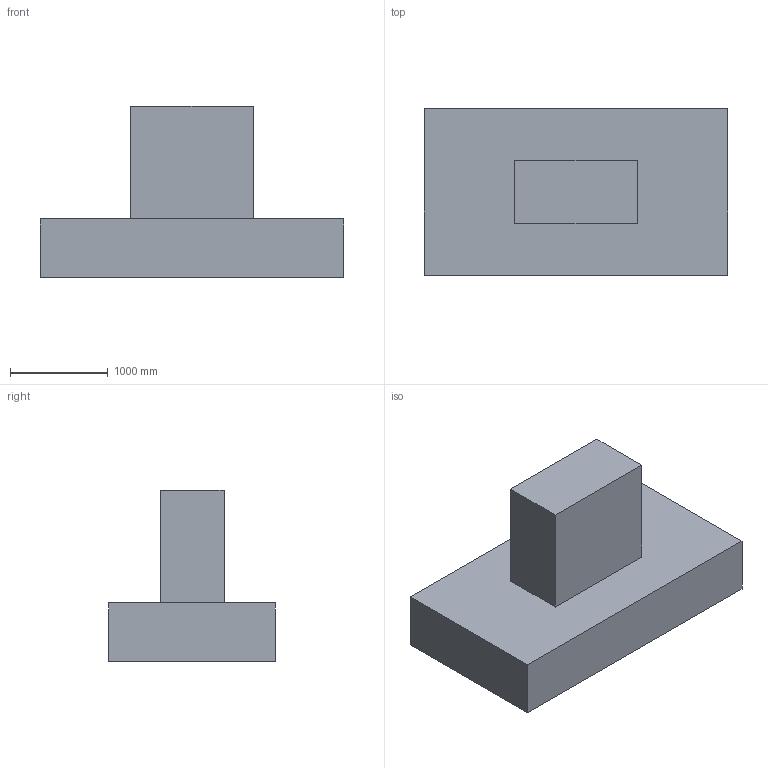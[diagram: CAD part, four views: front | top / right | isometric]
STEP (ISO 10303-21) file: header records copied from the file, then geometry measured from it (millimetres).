
FILE_DESCRIPTION(('WelSim Geometry'),'2;1');
FILE_NAME( 'Geom12.step', '2022-06-23T12:46:05',('WELSIM'),('WelSimulation LLC'), 'Open CASCADE STEP processor 7.4','WelSim23','Unknown');
FILE_SCHEMA(('AUTOMOTIVE_DESIGN { 1 0 10303 214 1 1 1 1 }'));
Length unit declared in the file: metre
Products named in the file (1): block
Bounding box: 3094.93 x 1699.67 x 1750 mm (x, y, z)
Volume: 4088362915.6 mm3; surface area: 20638595.8 mm2
Topology: 1 solids, 1 shells, 11 faces, 24 edges, 16 vertices
Faces by surface type: plane 11
Entity records: 548 total; most frequent: CARTESIAN_POINT 172, B_SPLINE_CURVE_WITH_KNOTS 72, ORIENTED_EDGE 48, PCURVE 48, DEFINITIONAL_REPRESENTATION 48, DIRECTION 24, EDGE_CURVE 24, SURFACE_CURVE 24
